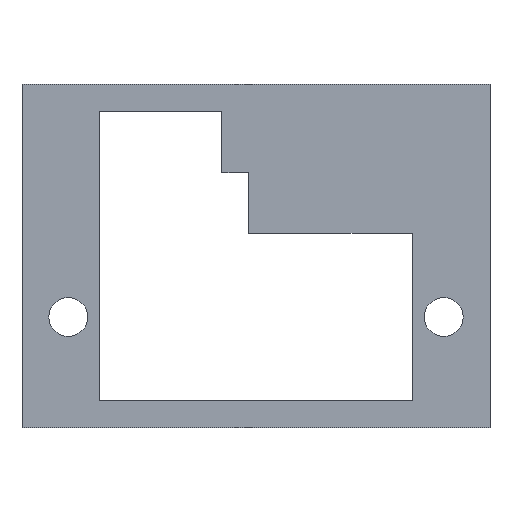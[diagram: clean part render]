
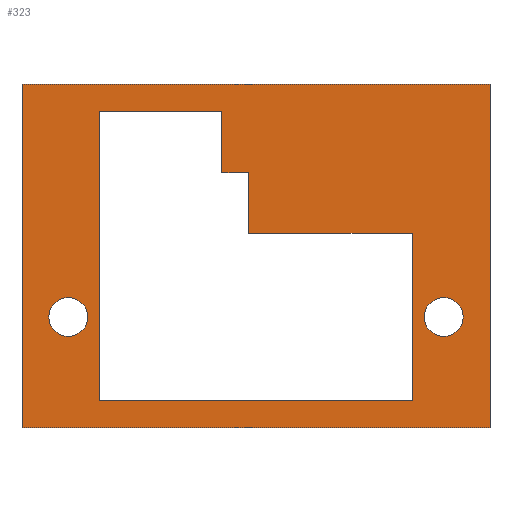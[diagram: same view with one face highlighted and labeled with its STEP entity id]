
A CAD part, top view. The second image highlights one B-rep face of the part: STEP entity #323.
In plain terms, the highlighted planar face has unit normal (0, 0, 1).
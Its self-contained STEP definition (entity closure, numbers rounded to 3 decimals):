
#15=FACE_BOUND('',#66,.T.);
#16=FACE_BOUND('',#67,.T.);
#17=FACE_BOUND('',#68,.T.);
#33=PLANE('',#357);
#49=FACE_OUTER_BOUND('',#65,.T.);
#65=EDGE_LOOP('',(#279,#280,#281,#282));
#66=EDGE_LOOP('',(#283,#284,#285,#286,#287,#288,#289,#290));
#67=EDGE_LOOP('',(#291));
#68=EDGE_LOOP('',(#292));
#77=LINE('',#459,#115);
#80=LINE('',#465,#118);
#83=LINE('',#471,#121);
#86=LINE('',#477,#124);
#89=LINE('',#483,#127);
#92=LINE('',#489,#130);
#95=LINE('',#495,#133);
#98=LINE('',#499,#136);
#101=LINE('',#507,#139);
#104=LINE('',#513,#142);
#107=LINE('',#519,#145);
#110=LINE('',#523,#148);
#115=VECTOR('',#379,10.);
#118=VECTOR('',#384,10.);
#121=VECTOR('',#389,10.);
#124=VECTOR('',#394,10.);
#127=VECTOR('',#399,10.);
#130=VECTOR('',#404,10.);
#133=VECTOR('',#409,10.);
#136=VECTOR('',#414,10.);
#139=VECTOR('',#419,10.);
#142=VECTOR('',#424,10.);
#145=VECTOR('',#429,10.);
#148=VECTOR('',#434,10.);
#149=CIRCLE('',#340,1.45);
#151=CIRCLE('',#343,1.45);
#153=VERTEX_POINT('',#441);
#155=VERTEX_POINT('',#447);
#159=VERTEX_POINT('',#456);
#160=VERTEX_POINT('',#458);
#162=VERTEX_POINT('',#464);
#164=VERTEX_POINT('',#470);
#166=VERTEX_POINT('',#476);
#168=VERTEX_POINT('',#482);
#170=VERTEX_POINT('',#488);
#172=VERTEX_POINT('',#494);
#175=VERTEX_POINT('',#504);
#176=VERTEX_POINT('',#506);
#178=VERTEX_POINT('',#512);
#180=VERTEX_POINT('',#518);
#181=EDGE_CURVE('',#153,#153,#149,.T.);
#184=EDGE_CURVE('',#155,#155,#151,.T.);
#189=EDGE_CURVE('',#160,#159,#77,.T.);
#192=EDGE_CURVE('',#162,#160,#80,.T.);
#195=EDGE_CURVE('',#164,#162,#83,.T.);
#198=EDGE_CURVE('',#166,#164,#86,.T.);
#201=EDGE_CURVE('',#168,#166,#89,.T.);
#204=EDGE_CURVE('',#170,#168,#92,.T.);
#207=EDGE_CURVE('',#172,#170,#95,.T.);
#210=EDGE_CURVE('',#159,#172,#98,.T.);
#213=EDGE_CURVE('',#176,#175,#101,.T.);
#216=EDGE_CURVE('',#178,#176,#104,.T.);
#219=EDGE_CURVE('',#180,#178,#107,.T.);
#222=EDGE_CURVE('',#175,#180,#110,.T.);
#279=ORIENTED_EDGE('',*,*,#222,.T.);
#280=ORIENTED_EDGE('',*,*,#219,.T.);
#281=ORIENTED_EDGE('',*,*,#216,.T.);
#282=ORIENTED_EDGE('',*,*,#213,.T.);
#283=ORIENTED_EDGE('',*,*,#210,.T.);
#284=ORIENTED_EDGE('',*,*,#207,.T.);
#285=ORIENTED_EDGE('',*,*,#204,.T.);
#286=ORIENTED_EDGE('',*,*,#201,.T.);
#287=ORIENTED_EDGE('',*,*,#198,.T.);
#288=ORIENTED_EDGE('',*,*,#195,.T.);
#289=ORIENTED_EDGE('',*,*,#192,.T.);
#290=ORIENTED_EDGE('',*,*,#189,.T.);
#291=ORIENTED_EDGE('',*,*,#184,.T.);
#292=ORIENTED_EDGE('',*,*,#181,.T.);
#323=ADVANCED_FACE('',(#49,#15,#16,#17),#33,.T.);
#340=AXIS2_PLACEMENT_3D('',#442,#363,#364);
#343=AXIS2_PLACEMENT_3D('',#448,#370,#371);
#357=AXIS2_PLACEMENT_3D('',#524,#435,#436);
#363=DIRECTION('center_axis',(0.,0.,-1.));
#364=DIRECTION('ref_axis',(1.,0.,0.));
#370=DIRECTION('center_axis',(0.,0.,-1.));
#371=DIRECTION('ref_axis',(1.,0.,0.));
#379=DIRECTION('',(0.,-1.,0.));
#384=DIRECTION('',(1.,0.,0.));
#389=DIRECTION('',(0.,1.,0.));
#394=DIRECTION('',(-1.,0.,0.));
#399=DIRECTION('',(0.,-1.,0.));
#404=DIRECTION('',(1.,0.,0.));
#409=DIRECTION('',(0.,-1.,0.));
#414=DIRECTION('',(1.,0.,0.));
#419=DIRECTION('',(-1.,0.,0.));
#424=DIRECTION('',(0.,1.,0.));
#429=DIRECTION('',(1.,0.,0.));
#434=DIRECTION('',(0.,-1.,0.));
#435=DIRECTION('center_axis',(0.,0.,1.));
#436=DIRECTION('ref_axis',(1.,0.,0.));
#441=CARTESIAN_POINT('',(24.2,6.25,2.));
#442=CARTESIAN_POINT('Origin',(25.65,6.25,2.));
#447=CARTESIAN_POINT('',(-3.8,6.25,2.));
#448=CARTESIAN_POINT('Origin',(-2.35,6.25,2.));
#456=CARTESIAN_POINT('',(9.1,17.,2.));
#458=CARTESIAN_POINT('',(9.1,21.6,2.));
#459=CARTESIAN_POINT('',(9.1,12.5,2.));
#464=CARTESIAN_POINT('',(0.,21.6,2.));
#465=CARTESIAN_POINT('',(9.1,21.6,2.));
#470=CARTESIAN_POINT('',(0.,0.,2.));
#471=CARTESIAN_POINT('',(0.,21.6,2.));
#476=CARTESIAN_POINT('',(23.3,0.,2.));
#477=CARTESIAN_POINT('',(0.,0.,2.));
#482=CARTESIAN_POINT('',(23.3,12.5,2.));
#483=CARTESIAN_POINT('',(23.3,0.,2.));
#488=CARTESIAN_POINT('',(11.1,12.5,2.));
#489=CARTESIAN_POINT('',(23.3,12.5,2.));
#494=CARTESIAN_POINT('',(11.1,17.,2.));
#495=CARTESIAN_POINT('',(11.1,12.5,2.));
#499=CARTESIAN_POINT('',(11.1,17.,2.));
#504=CARTESIAN_POINT('',(-5.8,23.6,2.));
#506=CARTESIAN_POINT('',(29.1,23.6,2.));
#507=CARTESIAN_POINT('',(29.1,23.6,2.));
#512=CARTESIAN_POINT('',(29.1,-2.,2.));
#513=CARTESIAN_POINT('',(29.1,-2.,2.));
#518=CARTESIAN_POINT('',(-5.8,-2.,2.));
#519=CARTESIAN_POINT('',(-5.8,-2.,2.));
#523=CARTESIAN_POINT('',(-5.8,23.6,2.));
#524=CARTESIAN_POINT('Origin',(11.65,10.8,2.));
